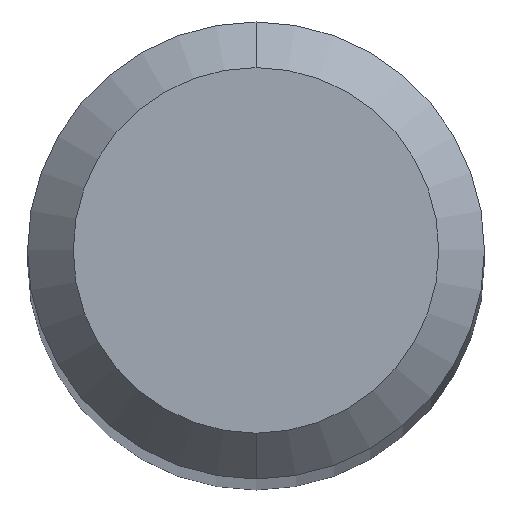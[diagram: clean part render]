
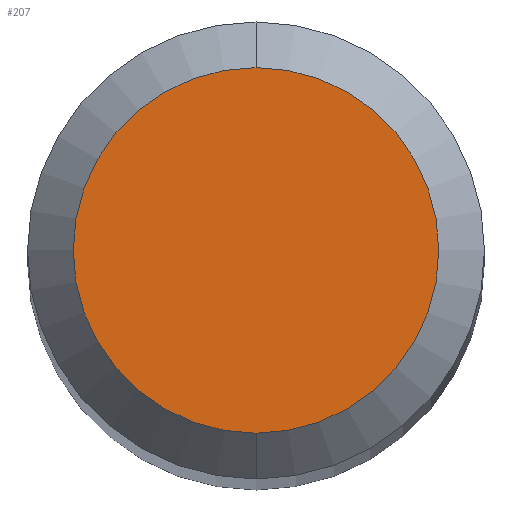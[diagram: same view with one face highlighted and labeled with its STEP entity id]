
A CAD part, top view. The second image highlights one B-rep face of the part: STEP entity #207.
In plain terms, the highlighted planar face has unit normal (0, 0, 1).
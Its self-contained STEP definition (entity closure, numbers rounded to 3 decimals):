
#135=EDGE_CURVE('',#227,#175,#294,.T.);
#159=EDGE_CURVE('',#175,#227,#319,.T.);
#175=VERTEX_POINT('',#337);
#207=ADVANCED_FACE('',(#370),#371,.T.);
#227=VERTEX_POINT('',#394);
#294=CIRCLE('',#465,1.2);
#319=CIRCLE('',#502,1.2);
#337=CARTESIAN_POINT('',(0.0,1.2,0.0));
#370=FACE_OUTER_BOUND('',#567,.T.);
#371=PLANE('',#568);
#394=CARTESIAN_POINT('',(0.,-1.2,0.0));
#465=AXIS2_PLACEMENT_3D('',#673,#674,#675);
#502=AXIS2_PLACEMENT_3D('',#702,#703,#704);
#567=EDGE_LOOP('',(#753,#754));
#568=AXIS2_PLACEMENT_3D('',#755,#756,#757);
#673=CARTESIAN_POINT('',(0.0,0.0,0.0));
#674=DIRECTION('',(0.0,0.0,-1.0));
#675=DIRECTION('',(0.0,1.0,0.0));
#702=CARTESIAN_POINT('',(0.0,0.0,0.0));
#703=DIRECTION('',(0.0,0.0,-1.0));
#704=DIRECTION('',(0.0,1.0,0.0));
#753=ORIENTED_EDGE('',*,*,#159,.F.);
#754=ORIENTED_EDGE('',*,*,#135,.F.);
#755=CARTESIAN_POINT('',(0.0,0.6,0.0));
#756=DIRECTION('',(-0.0,0.0,1.0));
#757=DIRECTION('',(0.0,-1.0,0.0));
